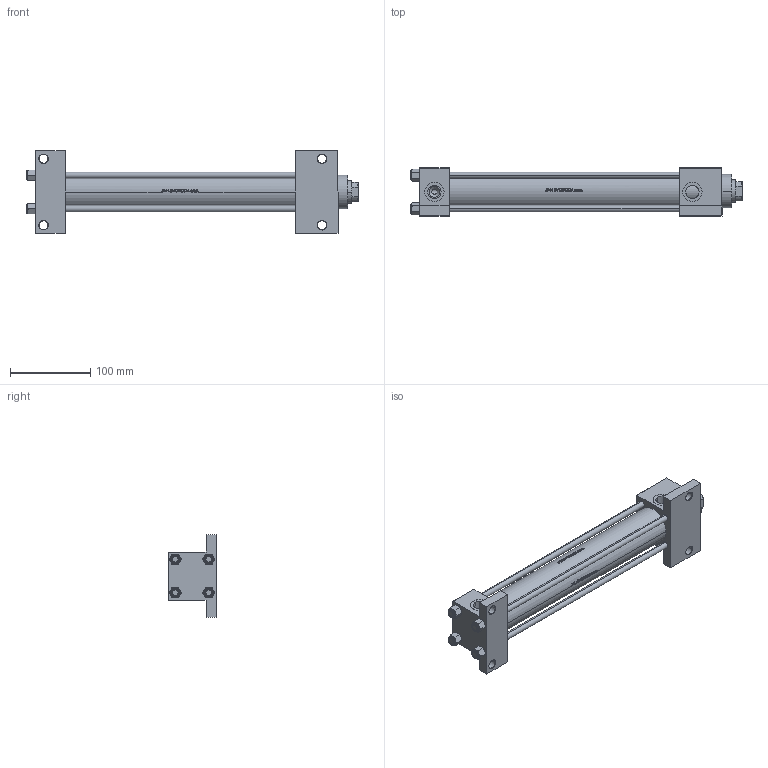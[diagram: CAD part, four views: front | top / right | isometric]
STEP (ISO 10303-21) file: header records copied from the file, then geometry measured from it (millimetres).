
FILE_DESCRIPTION (( 'STEP AP203' ), '1' );
FILE_NAME ('fbd5.STEP', '2023-01-17T17:55:33', ( '' ), ( '' ), 'SwSTEP 2.0', 'SolidWorks 2019', '' );
FILE_SCHEMA (( 'CONFIG_CONTROL_DESIGN' ));
Length unit declared in the file: millimetre
Products named in the file (6): V215CR_VCP_G 0266b34ffbfa4cada98bf14d949248f4; V215CR_G_Body 0266b34ffbfa4cada98bf14d949248f4; V215CR_G_TYCINKA 0266b34ffbfa4cada98bf14d949248f4; V215_VC_A 0266b34ffbfa4cada98bf14d949248f4; NUT_M5_G 0266b34ffbfa4cada98bf14d949248f4; fbd5
Assembly tree (11 placements, depth 2):
  fbd5
    V215CR_G_Body 0266b34ffbfa4cada98bf14d949248f4
    V215CR_VCP_G 0266b34ffbfa4cada98bf14d949248f4
    V215CR_G_TYCINKA 0266b34ffbfa4cada98bf14d949248f4  x4
    NUT_M5_G 0266b34ffbfa4cada98bf14d949248f4  x4
    V215_VC_A 0266b34ffbfa4cada98bf14d949248f4
Bounding box: 415 x 60 x 103 mm (x, y, z)
Volume: 752848 mm3; surface area: 225753.3 mm2
Topology: 11 solids, 11 shells, 1087 faces, 2754 edges, 1769 vertices
Faces by surface type: plane 431, bspline 380, cone 144, cylinder 124, torus 8
Entity records: 47528 total; most frequent: CARTESIAN_POINT 25935, ORIENTED_EDGE 5000, DIRECTION 3042, EDGE_CURVE 2500, VERTEX_POINT 1625, VECTOR 1294, LINE 1294, EDGE_LOOP 1067
